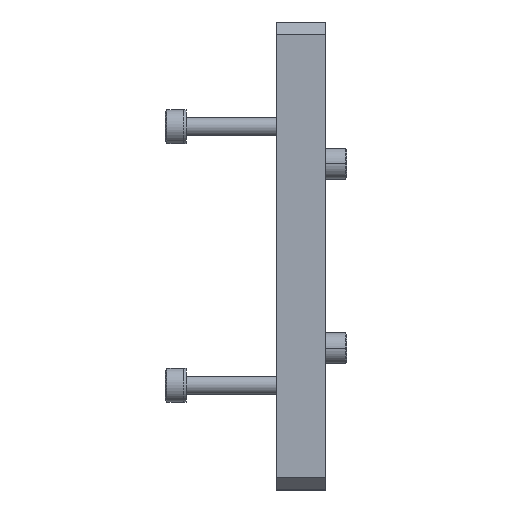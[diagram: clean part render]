
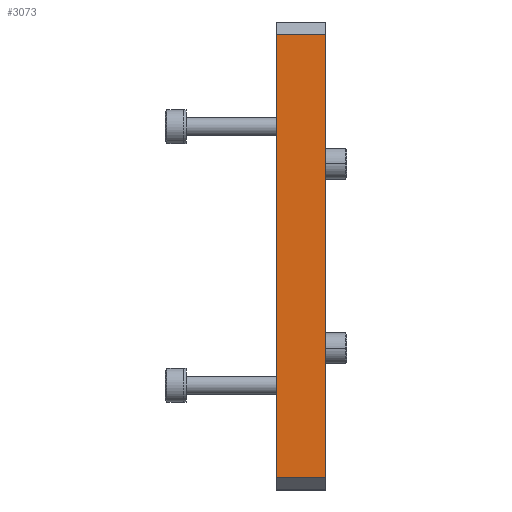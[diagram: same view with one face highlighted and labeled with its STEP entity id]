
A CAD part, left-side view. The second image highlights one B-rep face of the part: STEP entity #3073.
In plain terms, the highlighted planar face has unit normal (-1, 0, 0).
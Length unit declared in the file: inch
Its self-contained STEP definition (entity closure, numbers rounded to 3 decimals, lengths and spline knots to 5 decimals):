
#228 = VECTOR ( 'NONE', #3606, 39.37008 ) ;
#810 = EDGE_CURVE ( 'NONE', #7320, #1665, #3442, .T. ) ;
#929 = DIRECTION ( 'NONE',  ( 0., -1., 0. ) ) ;
#1025 = ORIENTED_EDGE ( 'NONE', *, *, #2852, .F. ) ;
#1074 = AXIS2_PLACEMENT_3D ( 'NONE', #2766, #6468, #929 ) ;
#1085 = VERTEX_POINT ( 'NONE', #7290 ) ;
#1090 = LINE ( 'NONE', #1170, #228 ) ;
#1170 = CARTESIAN_POINT ( 'NONE',  ( -2.3622, -0.15748, 1.49606 ) ) ;
#1665 = VERTEX_POINT ( 'NONE', #6633 ) ;
#1884 = EDGE_LOOP ( 'NONE', ( #1025, #2977, #3696, #5421 ) ) ;
#2766 = CARTESIAN_POINT ( 'NONE',  ( -2.3622, 0.15748, 1.49606 ) ) ;
#2852 = EDGE_CURVE ( 'NONE', #5230, #1085, #4884, .T. ) ;
#2890 = CARTESIAN_POINT ( 'NONE',  ( -2.3622, 0.15748, 1.49606 ) ) ;
#2977 = ORIENTED_EDGE ( 'NONE', *, *, #5105, .F. ) ;
#3073 = ADVANCED_FACE ( 'NONE', ( #6432 ), #5233, .F. ) ;
#3234 = CARTESIAN_POINT ( 'NONE',  ( -2.3622, 0.15748, -1.41732 ) ) ;
#3442 = LINE ( 'NONE', #7790, #6681 ) ;
#3606 = DIRECTION ( 'NONE',  ( 0., 0., -1. ) ) ;
#3677 = VECTOR ( 'NONE', #7757, 39.37008 ) ;
#3696 = ORIENTED_EDGE ( 'NONE', *, *, #810, .T. ) ;
#3735 = CARTESIAN_POINT ( 'NONE',  ( -2.3622, 0.15748, 1.41732 ) ) ;
#4056 = CARTESIAN_POINT ( 'NONE',  ( -2.3622, 0.15748, 1.41732 ) ) ;
#4729 = DIRECTION ( 'NONE',  ( 0., -1., 0. ) ) ;
#4763 = VECTOR ( 'NONE', #4729, 39.37008 ) ;
#4856 = EDGE_CURVE ( 'NONE', #1085, #1665, #1090, .T. ) ;
#4884 = LINE ( 'NONE', #4056, #4763 ) ;
#5105 = EDGE_CURVE ( 'NONE', #7320, #5230, #7121, .T. ) ;
#5230 = VERTEX_POINT ( 'NONE', #3735 ) ;
#5233 = PLANE ( 'NONE',  #1074 ) ;
#5421 = ORIENTED_EDGE ( 'NONE', *, *, #4856, .F. ) ;
#5867 = DIRECTION ( 'NONE',  ( 0., -1., 0. ) ) ;
#6432 = FACE_OUTER_BOUND ( 'NONE', #1884, .T. ) ;
#6468 = DIRECTION ( 'NONE',  ( 1., 0., 0. ) ) ;
#6633 = CARTESIAN_POINT ( 'NONE',  ( -2.3622, -0.15748, -1.41732 ) ) ;
#6681 = VECTOR ( 'NONE', #5867, 39.37008 ) ;
#7121 = LINE ( 'NONE', #2890, #3677 ) ;
#7290 = CARTESIAN_POINT ( 'NONE',  ( -2.3622, -0.15748, 1.41732 ) ) ;
#7320 = VERTEX_POINT ( 'NONE', #3234 ) ;
#7757 = DIRECTION ( 'NONE',  ( 0., 0., 1. ) ) ;
#7790 = CARTESIAN_POINT ( 'NONE',  ( -2.3622, 0.15748, -1.41732 ) ) ;
